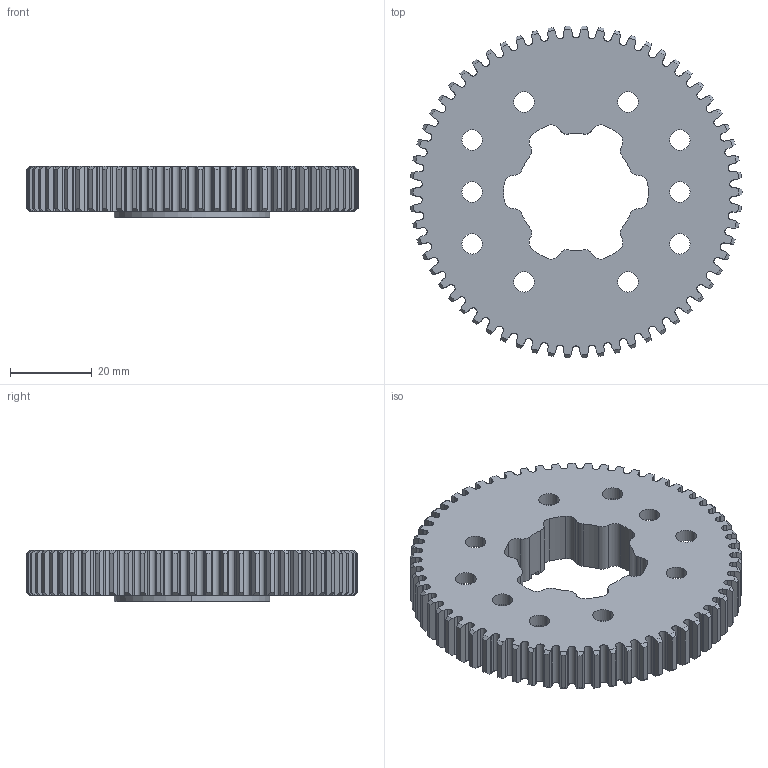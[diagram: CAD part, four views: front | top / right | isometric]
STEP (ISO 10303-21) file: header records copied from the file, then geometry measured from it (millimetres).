
FILE_DESCRIPTION (( 'STEP AP203' ), '1' );
FILE_NAME ('REV-21-3025.STEP', '2024-12-10T21:14:02', ( '' ), ( '' ), 'SwSTEP 2.0', 'SolidWorks 2022', '' );
FILE_SCHEMA (( 'CONFIG_CONTROL_DESIGN' ));
Length unit declared in the file: inch
Products named in the file (1): REV-21-3025
Bounding box: 81.18 x 81.13 x 12.7 mm (x, y, z)
Volume: 20386.8 mm3; surface area: 17845.3 mm2
Topology: 1 solids, 1 shells, 730 faces, 2175 edges, 1448 vertices
Faces by surface type: bspline 248, cylinder 218, plane 131, cone 129, torus 4
Entity records: 32114 total; most frequent: CARTESIAN_POINT 14039, ORIENTED_EDGE 4350, DIRECTION 2969, EDGE_CURVE 2175, VERTEX_POINT 1448, AXIS2_PLACEMENT_3D 1060, LINE 849, VECTOR 849
